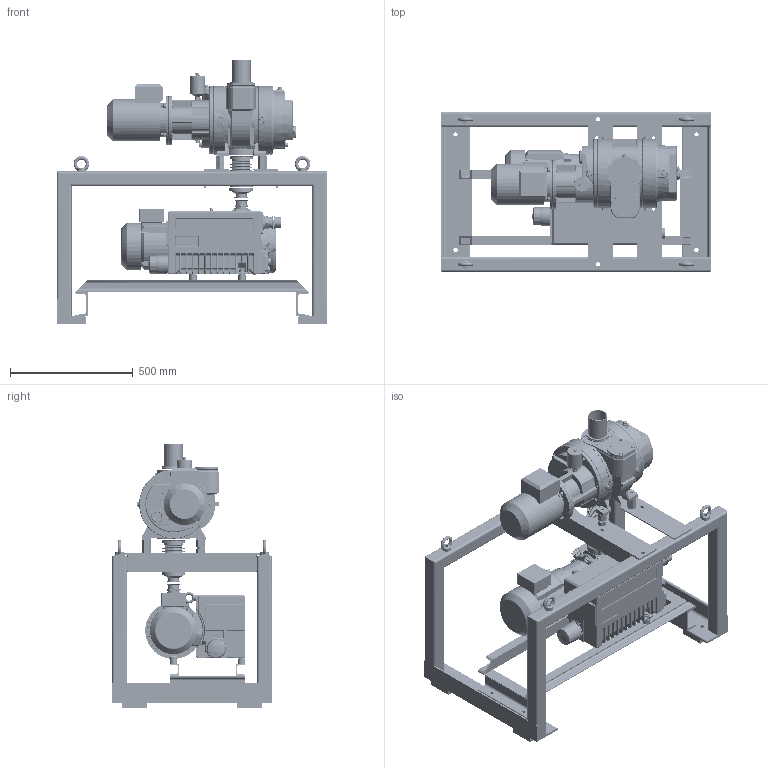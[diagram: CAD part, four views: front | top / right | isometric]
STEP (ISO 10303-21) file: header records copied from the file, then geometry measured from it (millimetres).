
FILE_DESCRIPTION((''),'2;1');
FILE_NAME('PPS22100B.stp','2011-11-21T08:15:48',('WANGORSCH-V'),(''),'Autodesk Inventor 2009','Autodesk Inventor 2009','');
FILE_SCHEMA(('CONFIG_CONTROL_DESIGN'));
Length unit declared in the file: millimetre
Products named in the file (31): PPS22100B Schreibgeschützt; PP029570-X; PP 029 570-X_Skizze; PP029570-X_Frame0001_1; PP029570-X_Skeleton0001; PP029570-X_DIN 60 x 60 x 6 00000007; PP029570-X_DIN 60 x 60 x 6 00000008_1; PP029570-X_DIN 60 x 60 x 6 00000009; PP029570-X_DIN 60 x 60 x 6 00000010_1; PP029570-X_DIN 60 x 60 x 6 00000011_1; PP029570-X_DIN 60 x 60 x 6 00000012_1; PP029570-X_DIN L120x80x10 00000013_1; PP029570-X_DIN L120x80x10 00000014_1; PP029570-X_DIN U 100 00000017_1; PP029570-X_DIN U 100 00000018_1; PP029570-X_DIN U 50 00000019_1; PP029570-X_DIN U 50 00000020_1; PP029570-X_DIN L100x75x8 00000021_1; PP029570-X_DIN L100x75x8 00000022_1; PP029570-X_Fussplatte; DIN 582 M16; PF121240_SY; PK900632; PP920718_SW; PF318206_SY; PF310306-X_SY.ipt Schreibgeschützt; PP070248; PP070249-U; PP070250; PP003126; PF322204-X_Sys
Assembly tree (38 placements, depth 4):
  PPS22100B Schreibgeschützt
    PP029570-X
      PP 029 570-X_Skizze
      PP029570-X_Frame0001_1
        PP029570-X_Skeleton0001
        PP029570-X_DIN 60 x 60 x 6 00000007
        PP029570-X_DIN 60 x 60 x 6 00000008_1
        PP029570-X_DIN 60 x 60 x 6 00000009
        PP029570-X_DIN 60 x 60 x 6 00000010_1
        PP029570-X_DIN 60 x 60 x 6 00000011_1
        PP029570-X_DIN 60 x 60 x 6 00000012_1
        PP029570-X_DIN L120x80x10 00000013_1
        PP029570-X_DIN L120x80x10 00000014_1
        PP029570-X_DIN U 100 00000017_1
        PP029570-X_DIN U 100 00000018_1
        PP029570-X_DIN U 50 00000019_1
        PP029570-X_DIN U 50 00000020_1
        PP029570-X_DIN L100x75x8 00000021_1
        PP029570-X_DIN L100x75x8 00000022_1
      PP029570-X_Fussplatte  x4
    DIN 582 M16  x4
    PF121240_SY
    PK900632
    PP920718_SW
    PF318206_SY
    PF310306-X_SY.ipt Schreibgeschützt
    PP070248  x3
    PP070249-U
      PP070250
      PP003126
    PF322204-X_Sys
Bounding box: 1100 x 650 x 1072 mm (x, y, z)
Volume: 77050761.6 mm3; surface area: 6050918 mm2
Topology: 113 solids, 113 shells, 6674 faces, 15913 edges, 9379 vertices
Faces by surface type: plane 1968, cylinder 1953, bspline 1433, torus 548, cone 408, sphere 364
Full cylindrical faces by diameter (mm): 1.35 x1, 1.4 x2, 2.94 x1, 5 x1, 6 x2, 6.647 x22, 7 x1, 8 x8, 9 x1, 10 x10, 10.5 x4, 11 x8, 11.6 x1, 12 x6, 12.8 x2, 13 x15, 13.5 x1, 14 x1, 14.63 x4, 14.7 x1, 16 x5, 16.6 x1, 16.662 x12, 17 x34, 19.9 x1, 20 x2, 21 x1, 22 x12, 23 x8, 24 x2
Entity records: 269579 total; most frequent: CARTESIAN_POINT 124822, ORIENTED_EDGE 28772, DIRECTION 27555, EDGE_CURVE 14386, AXIS2_PLACEMENT_3D 11091, VERTEX_POINT 8885, EDGE_LOOP 7709, FACE_OUTER_BOUND 6565
